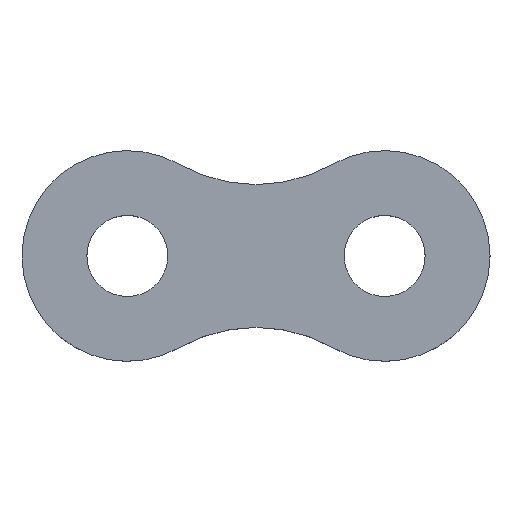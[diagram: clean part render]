
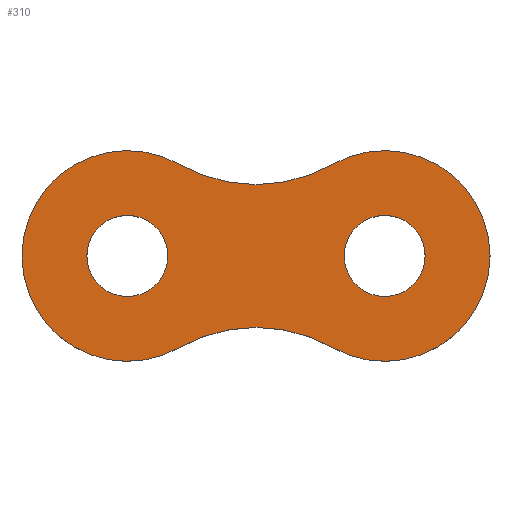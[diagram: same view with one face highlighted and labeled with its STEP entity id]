
A CAD part, top view. The second image highlights one B-rep face of the part: STEP entity #310.
In plain terms, the highlighted planar face has unit normal (0, 0, 1).
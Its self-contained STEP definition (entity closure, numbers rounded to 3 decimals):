
#72=PLANE('',#360);
#112=ORIENTED_EDGE('',*,*,#158,.T.);
#113=ORIENTED_EDGE('',*,*,#162,.T.);
#114=ORIENTED_EDGE('',*,*,#165,.T.);
#115=ORIENTED_EDGE('',*,*,#169,.T.);
#116=ORIENTED_EDGE('',*,*,#166,.F.);
#117=ORIENTED_EDGE('',*,*,#170,.F.);
#158=EDGE_CURVE('',#191,#190,#213,.T.);
#162=EDGE_CURVE('',#190,#193,#215,.T.);
#165=EDGE_CURVE('',#193,#195,#217,.T.);
#166=EDGE_CURVE('',#196,#196,#218,.T.);
#169=EDGE_CURVE('',#195,#191,#221,.T.);
#170=EDGE_CURVE('',#198,#198,#222,.T.);
#190=VERTEX_POINT('',#526);
#191=VERTEX_POINT('',#528);
#193=VERTEX_POINT('',#534);
#195=VERTEX_POINT('',#540);
#196=VERTEX_POINT('',#544);
#198=VERTEX_POINT('',#552);
#213=CIRCLE('',#344,6.5);
#215=CIRCLE('',#347,9.594);
#217=CIRCLE('',#350,6.5);
#218=CIRCLE('',#352,2.5);
#221=CIRCLE('',#356,9.594);
#222=CIRCLE('',#358,2.5);
#244=EDGE_LOOP('',(#112,#113,#114,#115));
#245=EDGE_LOOP('',(#116));
#246=EDGE_LOOP('',(#117));
#272=FACE_BOUND('',#244,.T.);
#273=FACE_BOUND('',#245,.T.);
#274=FACE_BOUND('',#246,.T.);
#310=ADVANCED_FACE('',(#272,#273,#274),#72,.T.);
#344=AXIS2_PLACEMENT_3D('',#527,#405,#406);
#347=AXIS2_PLACEMENT_3D('',#535,#413,#414);
#350=AXIS2_PLACEMENT_3D('',#541,#420,#421);
#352=AXIS2_PLACEMENT_3D('',#543,#424,#425);
#356=AXIS2_PLACEMENT_3D('',#549,#432,#433);
#358=AXIS2_PLACEMENT_3D('',#551,#436,#437);
#360=AXIS2_PLACEMENT_3D('',#555,#440,#441);
#405=DIRECTION('',(0.,0.,1.));
#406=DIRECTION('',(1.,0.,0.));
#413=DIRECTION('',(0.,0.,-1.));
#414=DIRECTION('',(1.,0.,0.));
#420=DIRECTION('',(0.,0.,1.));
#421=DIRECTION('',(1.,0.,0.));
#424=DIRECTION('',(0.,0.,1.));
#425=DIRECTION('',(1.,0.,0.));
#432=DIRECTION('',(0.,0.,-1.));
#433=DIRECTION('',(1.,0.,0.));
#436=DIRECTION('',(0.,0.,1.));
#437=DIRECTION('',(1.,0.,0.));
#440=DIRECTION('',(0.,0.,1.));
#441=DIRECTION('',(1.,0.,0.));
#526=CARTESIAN_POINT('',(-4.732,-5.654,2.));
#527=CARTESIAN_POINT('',(-7.938,0.,2.));
#528=CARTESIAN_POINT('',(-4.732,5.654,2.));
#534=CARTESIAN_POINT('',(4.732,-5.654,2.));
#535=CARTESIAN_POINT('',(0.,-14.,2.));
#540=CARTESIAN_POINT('',(4.732,5.654,2.));
#541=CARTESIAN_POINT('',(7.938,0.,2.));
#543=CARTESIAN_POINT('',(-7.938,0.,2.));
#544=CARTESIAN_POINT('',(-5.438,0.,2.));
#549=CARTESIAN_POINT('',(0.,14.,2.));
#551=CARTESIAN_POINT('',(7.938,0.,2.));
#552=CARTESIAN_POINT('',(10.438,0.,2.));
#555=CARTESIAN_POINT('',(-3.969,-7.,2.));
